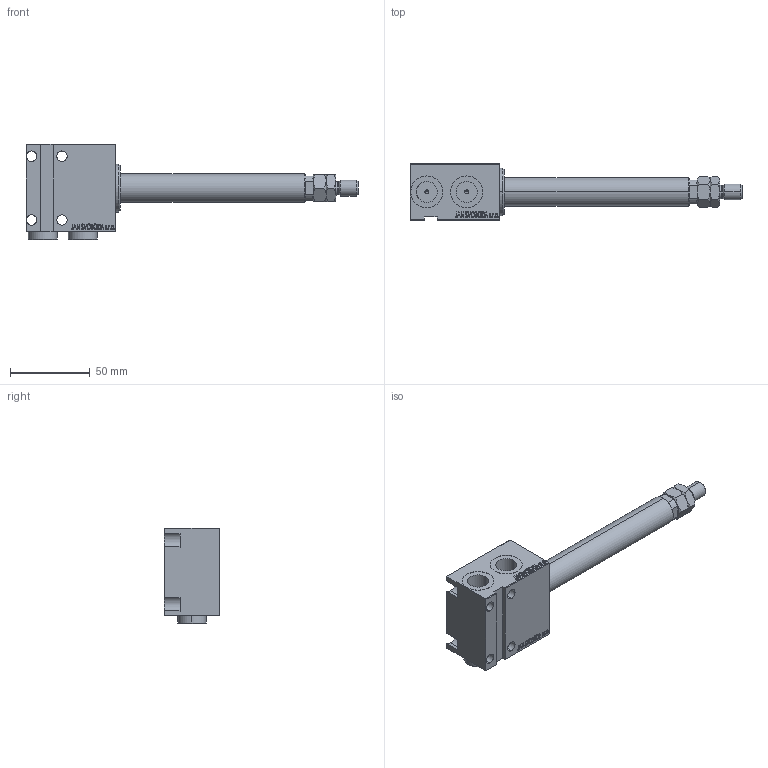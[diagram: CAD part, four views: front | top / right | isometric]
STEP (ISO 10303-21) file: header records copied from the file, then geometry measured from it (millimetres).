
FILE_DESCRIPTION (( 'STEP AP203' ), '1' );
FILE_NAME ('b5ba.STEP', '2024-02-12T14:38:30', ( '' ), ( '' ), 'SwSTEP 2.0', 'SolidWorks 2019', '' );
FILE_SCHEMA (( 'CONFIG_CONTROL_DESIGN' ));
Length unit declared in the file: millimetre
Products named in the file (6): V450CM_E_VCP 46e099684e5abd1d8cb5b4feacaa5f0d; MTA 46e099684e5abd1d8cb5b4feacaa5f0d; V450CM_VC_B 46e099684e5abd1d8cb5b4feacaa5f0d; V450CM_E_Body 46e099684e5abd1d8cb5b4feacaa5f0d; Zatka_OIL_PORT 46e099684e5abd1d8cb5b4feacaa5f0d; b5ba
Assembly tree (6 placements, depth 2):
  b5ba
    V450CM_E_Body 46e099684e5abd1d8cb5b4feacaa5f0d
    V450CM_E_VCP 46e099684e5abd1d8cb5b4feacaa5f0d
    V450CM_VC_B 46e099684e5abd1d8cb5b4feacaa5f0d
    MTA 46e099684e5abd1d8cb5b4feacaa5f0d
    Zatka_OIL_PORT 46e099684e5abd1d8cb5b4feacaa5f0d  x2
Bounding box: 208 x 35 x 59.9 mm (x, y, z)
Volume: 132764.4 mm3; surface area: 41863.4 mm2
Topology: 6 solids, 6 shells, 952 faces, 2422 edges, 1587 vertices
Faces by surface type: plane 456, bspline 380, cylinder 68, cone 46, torus 2
Entity records: 46064 total; most frequent: CARTESIAN_POINT 25385, ORIENTED_EDGE 4760, DIRECTION 2842, EDGE_CURVE 2380, VERTEX_POINT 1563, LINE 1386, VECTOR 1386, EDGE_LOOP 1061
